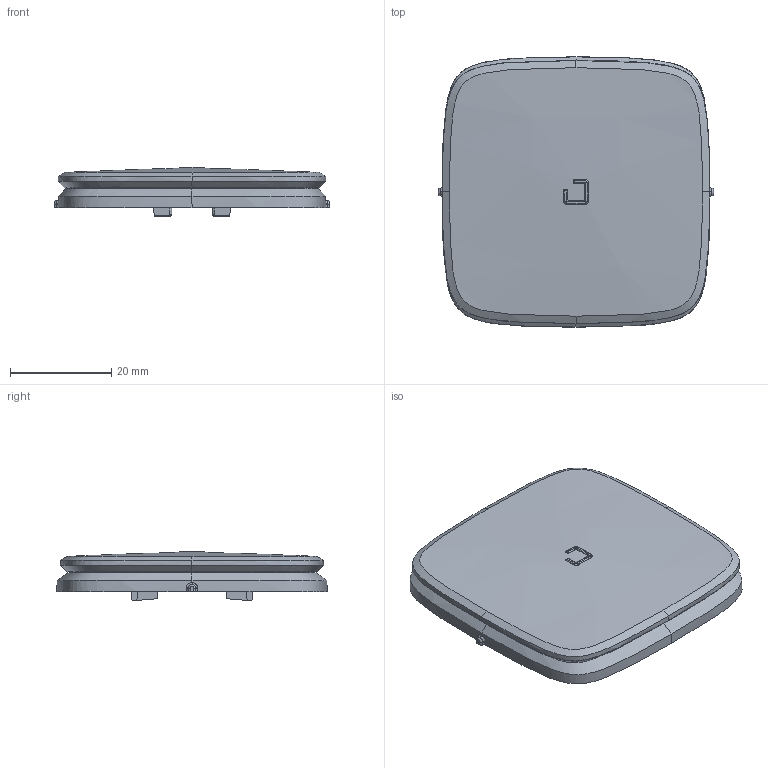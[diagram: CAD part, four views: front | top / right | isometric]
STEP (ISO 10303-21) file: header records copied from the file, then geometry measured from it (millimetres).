
FILE_DESCRIPTION(('CATIA V5 STEP Exchange','CAx-IF Rec.Pracs.--- Model Styling and Organization---1.4--- 2014-01-23'),'2;1');
FILE_NAME('755085_AllCATPart.stp','2020-02-24T12:27:48+00:00',('none'),('none'),'CATIA Version 5-6 Release 2017 SP3','CATIA V5 STEP AP214','none');
FILE_SCHEMA(('AUTOMOTIVE_DESIGN { 1 0 10303 214 1 1 1 1 }'));
Products named in the file (1): 755085_AllCATPart
Bounding box: 54.4 x 53.43 x 9.73 mm (x, y, z)
Volume: 8136.5 mm3; surface area: 12788.3 mm2
Topology: 1 solids, 1 shells, 4590 faces, 13312 edges, 8809 vertices
Faces by surface type: plane 4180, bspline 207, cylinder 108, cone 67, torus 20, sphere 4, extrusion 4
Entity records: 178227 total; most frequent: CARTESIAN_POINT 69594, ORIENTED_EDGE 26600, DIRECTION 13882, EDGE_CURVE 13300, VERTEX_POINT 8809, B_SPLINE_CURVE_WITH_KNOTS 7854, VECTOR 5317, LINE 5313
